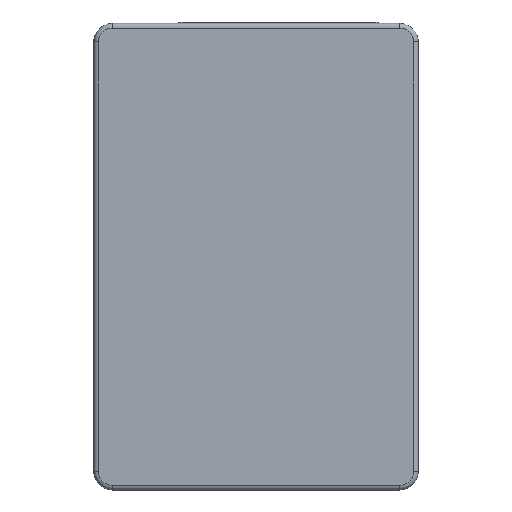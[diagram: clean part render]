
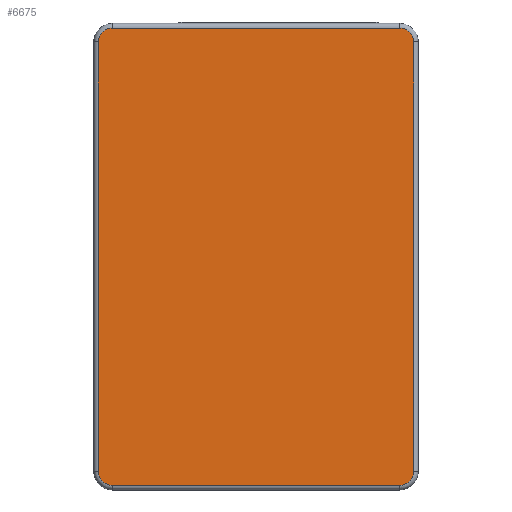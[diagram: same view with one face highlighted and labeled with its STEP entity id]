
A CAD part, top view. The second image highlights one B-rep face of the part: STEP entity #6675.
In plain terms, the highlighted planar face has unit normal (0, 0, 1).
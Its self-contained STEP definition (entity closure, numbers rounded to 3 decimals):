
#623=LINE('',#10382,#1272);
#624=LINE('',#10395,#1273);
#626=LINE('',#10399,#1275);
#628=LINE('',#10411,#1277);
#1272=VECTOR('',#8464,10.);
#1273=VECTOR('',#8483,10.);
#1275=VECTOR('',#8487,10.);
#1277=VECTOR('',#8505,10.);
#1937=FACE_OUTER_BOUND('',#2338,.T.);
#2338=EDGE_LOOP('',(#5071,#5072,#5073,#5074,#5075,#5076,#5077,#5078));
#2771=CIRCLE('',#7284,3.);
#2772=CIRCLE('',#7286,3.);
#2777=CIRCLE('',#7294,3.);
#2778=CIRCLE('',#7296,3.);
#3092=VERTEX_POINT('',#10379);
#3093=VERTEX_POINT('',#10381);
#3094=VERTEX_POINT('',#10385);
#3095=VERTEX_POINT('',#10389);
#3096=VERTEX_POINT('',#10393);
#3097=VERTEX_POINT('',#10398);
#3098=VERTEX_POINT('',#10403);
#3099=VERTEX_POINT('',#10407);
#3812=EDGE_CURVE('',#3092,#3093,#623,.T.);
#3815=EDGE_CURVE('',#3094,#3092,#2771,.T.);
#3816=EDGE_CURVE('',#3093,#3095,#2772,.T.);
#3819=EDGE_CURVE('',#3096,#3094,#624,.T.);
#3821=EDGE_CURVE('',#3095,#3097,#626,.T.);
#3825=EDGE_CURVE('',#3098,#3096,#2777,.T.);
#3826=EDGE_CURVE('',#3097,#3099,#2778,.T.);
#3828=EDGE_CURVE('',#3099,#3098,#628,.T.);
#5071=ORIENTED_EDGE('',*,*,#3828,.F.);
#5072=ORIENTED_EDGE('',*,*,#3826,.F.);
#5073=ORIENTED_EDGE('',*,*,#3821,.F.);
#5074=ORIENTED_EDGE('',*,*,#3816,.F.);
#5075=ORIENTED_EDGE('',*,*,#3812,.F.);
#5076=ORIENTED_EDGE('',*,*,#3815,.F.);
#5077=ORIENTED_EDGE('',*,*,#3819,.F.);
#5078=ORIENTED_EDGE('',*,*,#3825,.F.);
#6346=PLANE('',#7299);
#6675=ADVANCED_FACE('',(#1937),#6346,.T.);
#7284=AXIS2_PLACEMENT_3D('',#10387,#8471,#8472);
#7286=AXIS2_PLACEMENT_3D('',#10390,#8475,#8476);
#7294=AXIS2_PLACEMENT_3D('',#10405,#8495,#8496);
#7296=AXIS2_PLACEMENT_3D('',#10408,#8499,#8500);
#7299=AXIS2_PLACEMENT_3D('',#10412,#8506,#8507);
#8464=DIRECTION('',(-1.,0.,0.));
#8471=DIRECTION('center_axis',(0.,0.,
-1.));
#8472=DIRECTION('ref_axis',(0.,-1.,0.));
#8475=DIRECTION('center_axis',(0.,0.,
-1.));
#8476=DIRECTION('ref_axis',(-1.,0.,0.));
#8483=DIRECTION('',(0.,-1.,0.));
#8487=DIRECTION('',(0.,1.,0.));
#8495=DIRECTION('center_axis',(0.,0.,
-1.));
#8496=DIRECTION('ref_axis',(1.,0.,0.));
#8499=DIRECTION('center_axis',(0.,0.,
-1.));
#8500=DIRECTION('ref_axis',(0.,1.,0.));
#8505=DIRECTION('',(1.,0.,0.));
#8506=DIRECTION('center_axis',(0.,0.,1.));
#8507=DIRECTION('ref_axis',(1.,0.,0.));
#10379=CARTESIAN_POINT('',(30.925,-49.225,3.5));
#10381=CARTESIAN_POINT('',(-30.925,-49.225,3.5));
#10382=CARTESIAN_POINT('',(30.925,-49.225,3.5));
#10385=CARTESIAN_POINT('',(33.925,-46.225,3.5));
#10387=CARTESIAN_POINT('Origin',(30.925,-46.225,3.5));
#10389=CARTESIAN_POINT('',(-33.925,-46.225,3.5));
#10390=CARTESIAN_POINT('Origin',(-30.925,-46.225,3.5));
#10393=CARTESIAN_POINT('',(33.925,46.225,3.5));
#10395=CARTESIAN_POINT('',(33.925,46.225,3.5));
#10398=CARTESIAN_POINT('',(-33.925,46.225,3.5));
#10399=CARTESIAN_POINT('',(-33.925,-46.225,3.5));
#10403=CARTESIAN_POINT('',(30.925,49.225,3.5));
#10405=CARTESIAN_POINT('Origin',(30.925,46.225,3.5));
#10407=CARTESIAN_POINT('',(-30.925,49.225,3.5));
#10408=CARTESIAN_POINT('Origin',(-30.925,46.225,3.5));
#10411=CARTESIAN_POINT('',(-30.925,49.225,3.5));
#10412=CARTESIAN_POINT('Origin',(0.,-49.225,3.5));
